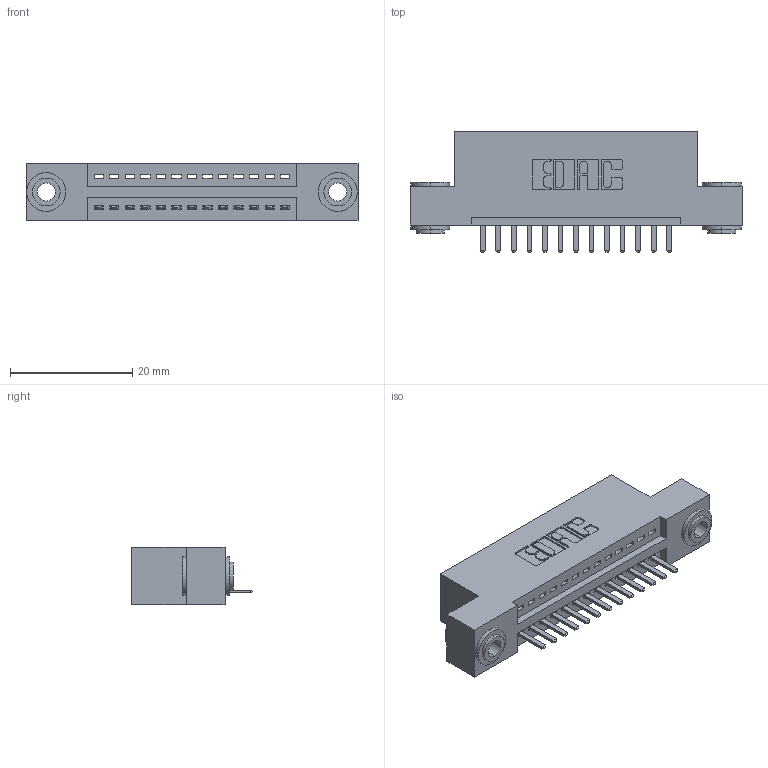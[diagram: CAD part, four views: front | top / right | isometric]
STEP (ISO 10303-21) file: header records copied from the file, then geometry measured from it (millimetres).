
FILE_DESCRIPTION (( 'STEP AP203' ), '1' );
FILE_NAME ('395-013-520-103.STEP', '2019-10-16T01:51:57', ( '' ), ( '' ), 'SwSTEP 2.0', 'SolidWorks 2016', '' );
FILE_SCHEMA (( 'CONFIG_CONTROL_DESIGN' ));
Length unit declared in the file: inch
Products named in the file (4): 395-013-520-103; 345-292-001_345-293-120; 345 Part_Flush Mounting Lugs - 0.156 Dia-TH; 345-250-002_345-250-002-102
Assembly tree (16 placements, depth 2):
  395-013-520-103
    345 Part_Flush Mounting Lugs - 0.156 Dia-TH
    345-292-001_345-293-120  x13
    345-250-002_345-250-002-102  x2
Bounding box: 54.23 x 19.68 x 9.4 mm (x, y, z)
Volume: 4895.2 mm3; surface area: 6203.2 mm2
Topology: 16 solids, 16 shells, 970 faces, 2809 edges, 1834 vertices
Faces by surface type: plane 636, cylinder 326, cone 8
Entity records: 14452 total; most frequent: CARTESIAN_POINT 2494, ORIENTED_EDGE 2422, DIRECTION 2239, EDGE_CURVE 1211, LINE 999, VECTOR 999, VERTEX_POINT 802, AXIS2_PLACEMENT_3D 620
